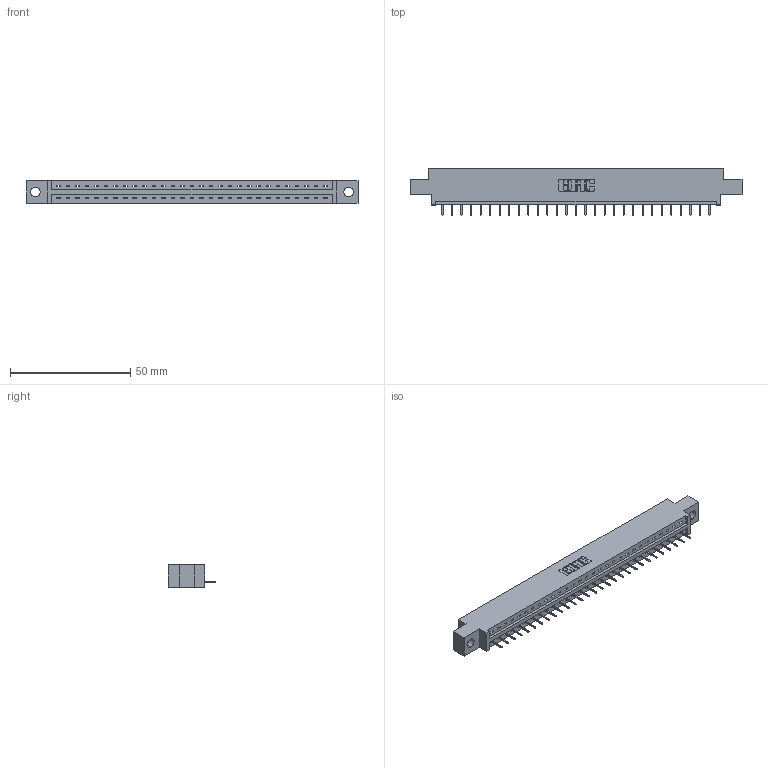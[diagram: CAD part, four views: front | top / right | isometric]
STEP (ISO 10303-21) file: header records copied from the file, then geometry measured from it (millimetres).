
FILE_DESCRIPTION (( 'STEP AP203' ), '1' );
FILE_NAME ('387-029-524-604.STEP', '2018-09-17T01:26:19', ( '' ), ( '' ), 'SwSTEP 2.0', 'SolidWorks 2016', '' );
FILE_SCHEMA (( 'CONFIG_CONTROL_DESIGN' ));
Length unit declared in the file: inch
Products named in the file (3): 345-292-001_345-293-124; 387-029-524-604; 337 Part_0.170 Offset - 0.156 Dia-TH
Assembly tree (30 placements, depth 2):
  387-029-524-604
    337 Part_0.170 Offset - 0.156 Dia-TH
    345-292-001_345-293-124  x29
Bounding box: 137.92 x 19.69 x 9.4 mm (x, y, z)
Volume: 13852.1 mm3; surface area: 13730.8 mm2
Topology: 30 solids, 30 shells, 2032 faces, 5891 edges, 3810 vertices
Faces by surface type: plane 1582, cylinder 450
Entity records: 23447 total; most frequent: CARTESIAN_POINT 4089, ORIENTED_EDGE 4054, DIRECTION 3469, EDGE_CURVE 2027, LINE 1903, VECTOR 1903, VERTEX_POINT 1346, AXIS2_PLACEMENT_3D 783
